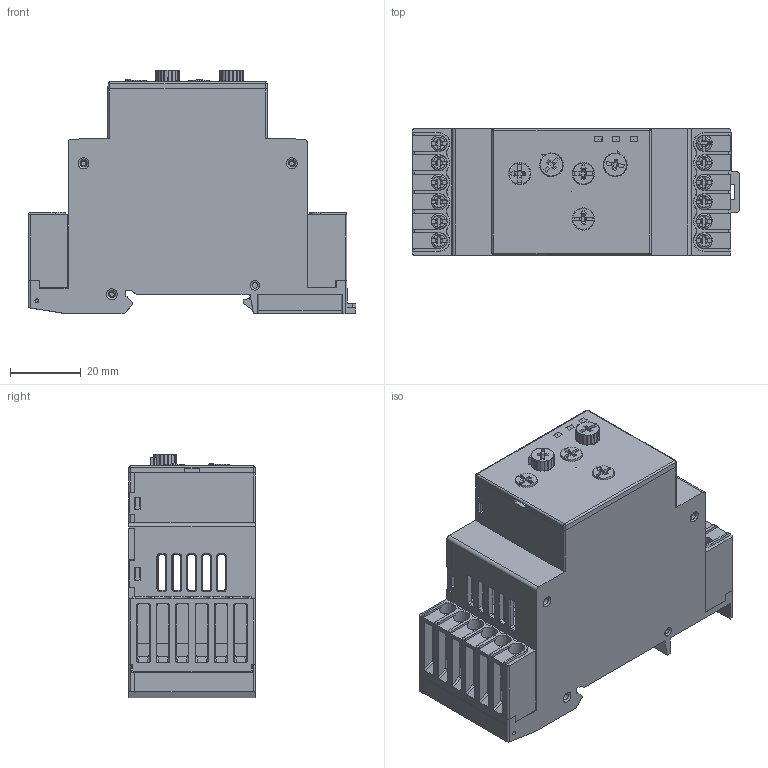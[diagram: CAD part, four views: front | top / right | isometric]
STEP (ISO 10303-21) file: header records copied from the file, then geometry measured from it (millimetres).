
FILE_DESCRIPTION(/* description */ ('Unknown'),/* implementation_level */ '2;1');
FILE_NAME(/* name */ 'HHZ_2M ASSEMBLY VMR',/* time_stamp */ '2025-01-28T15:29:32+06:00',/* author */ ('Unknown'),/* organization */ ('Unknown'),/* preprocessor_version */ 'ST-DEVELOPER v18.104',/* originating_system */ 'Solid Edge',/* authorisation */ 'Unknown');
FILE_SCHEMA (('AUTOMOTIVE_DESIGN {1 0 10303 214 3 1 1}'));
Products named in the file (1): HHZ_2M ASSEMBLY  VMR2
Bounding box: 92.49 x 35.7 x 68.8 mm (x, y, z)
Volume: 41096.3 mm3; surface area: 61339.4 mm2
Topology: 39 solids, 39 shells, 3662 faces, 9742 edges, 6207 vertices
Faces by surface type: plane 2347, cylinder 661, cone 368, torus 138, sphere 100, bspline 48
Full cylindrical faces by diameter (mm): 0.01 x3, 0.05 x2, 1.35 x4, 1.5 x5, 1.7 x1, 2 x1, 2.4 x12, 2.5 x1, 3.2 x12, 4.5 x12, 6.3 x3
Entity records: 127999 total; most frequent: CARTESIAN_POINT 36781, ORIENTED_EDGE 18864, DIRECTION 17573, EDGE_CURVE 9432, LINE 6267, VECTOR 6267, VERTEX_POINT 6113, AXIS2_PLACEMENT_3D 5653
